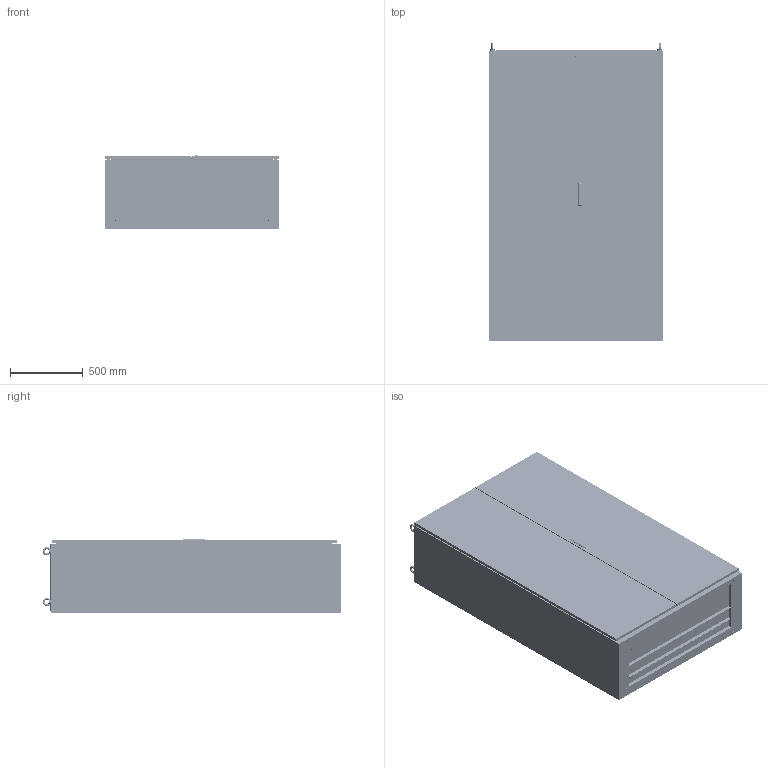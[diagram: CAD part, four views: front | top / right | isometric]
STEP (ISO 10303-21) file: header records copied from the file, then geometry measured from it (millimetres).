
FILE_DESCRIPTION (( 'STEP AP214' ), '1' );
FILE_NAME ('0390-1220-50-17.step', '2022-07-28T11:09:30', ( '' ), ( '' ), 'SwSTEP 2.0', 'SolidWorks 2019', '' );
FILE_SCHEMA (( 'AUTOMOTIVE_DESIGN' ));
Length unit declared in the file: millimetre
Products named in the file (16): Montageplatte_s_1220; 0390-1220-50-17; arretierwinkel_li_s; MPGleitschuh_s; MontageplatteKPL_s_0348-1220-00-13; Korpus_ss_1220-50; arretierwinkel_re_s; Bodenplattensatz_s_0396-1200-50-03; 3080-9036-03-48 Schutzleiterschraube; Tuer2_s_0395-1220-05-97; MontageplatteZubehoer_s; TuerLP_s_0395-1220-01-97; TuerGG_s_0395-1220-02-97; Dachplatte_ss_0390-1200-50-07; rasthalterung_re_s; rasthalterung_li_s
Assembly tree (16 placements, depth 4):
  0390-1220-50-17
    Korpus_ss_1220-50
    Tuer2_s_0395-1220-05-97
      TuerGG_s_0395-1220-02-97
      TuerLP_s_0395-1220-01-97
    Dachplatte_ss_0390-1200-50-07
    Bodenplattensatz_s_0396-1200-50-03
    MontageplatteKPL_s_0348-1220-00-13
      Montageplatte_s_1220
      MontageplatteZubehoer_s
        arretierwinkel_li_s
        arretierwinkel_re_s
        rasthalterung_li_s
        rasthalterung_re_s
        3080-9036-03-48 Schutzleiterschraube
        MPGleitschuh_s  x2
Bounding box: 1200 x 2057.99 x 507.5 mm (x, y, z)
Volume: 24880333.4 mm3; surface area: 24608212.2 mm2
Topology: 68 solids, 68 shells, 5834 faces, 15439 edges, 10203 vertices
Faces by surface type: plane 3139, cylinder 2448, cone 209, torus 24, bspline 14
Entity records: 220326 total; most frequent: CARTESIAN_POINT 33925, DIRECTION 31802, ORIENTED_EDGE 30770, EDGE_CURVE 15385, AXIS2_PLACEMENT_3D 10998, VERTEX_POINT 10169, VECTOR 9806, LINE 9806
